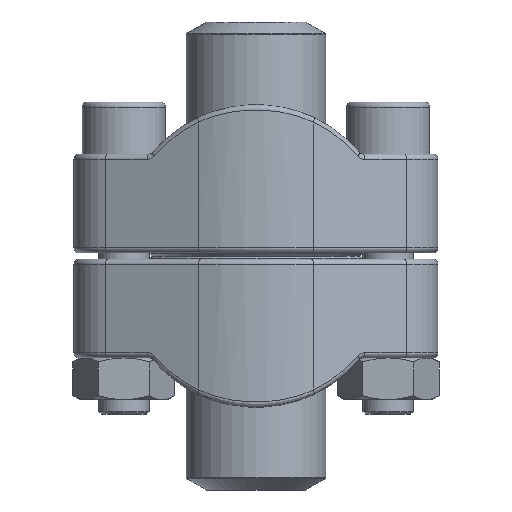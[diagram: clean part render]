
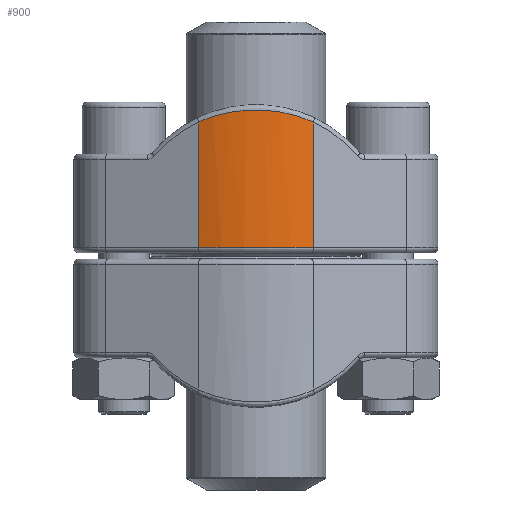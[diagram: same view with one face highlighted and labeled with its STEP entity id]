
A CAD part, front view. The second image highlights one B-rep face of the part: STEP entity #900.
In plain terms, the highlighted cylindrical face has radius 30 mm (diameter 60 mm), a partial arc.
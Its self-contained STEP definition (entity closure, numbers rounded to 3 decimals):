
#591=B_SPLINE_CURVE_WITH_KNOTS('',3,(#5300,#5301,#5302,#5303,#5304,#5305),
 .UNSPECIFIED.,.F.,.F.,(4,2,4),(0.,0.5,1.),.UNSPECIFIED.);
#900=ADVANCED_FACE('',(#1176),#1113,.T.);
#1113=CYLINDRICAL_SURFACE('',#3594,30.);
#1176=FACE_OUTER_BOUND('',#1320,.T.);
#1320=EDGE_LOOP('',(#1957,#1958,#1959,#1960));
#1651=CIRCLE('',#3593,30.);
#1957=ORIENTED_EDGE('',*,*,#3012,.T.);
#1958=ORIENTED_EDGE('',*,*,#3024,.T.);
#1959=ORIENTED_EDGE('',*,*,#3005,.F.);
#1960=ORIENTED_EDGE('',*,*,#3025,.T.);
#2717=VERTEX_POINT('',#5227);
#2718=VERTEX_POINT('',#5228);
#2723=VERTEX_POINT('',#5249);
#2724=VERTEX_POINT('',#5251);
#3005=EDGE_CURVE('',#2717,#2718,#3375,.T.);
#3012=EDGE_CURVE('',#2724,#2723,#3380,.T.);
#3024=EDGE_CURVE('',#2723,#2718,#1651,.T.);
#3025=EDGE_CURVE('',#2717,#2724,#591,.T.);
#3375=LINE('',#5226,#3469);
#3380=LINE('',#5250,#3474);
#3469=VECTOR('',#4116,1.);
#3474=VECTOR('',#4125,1.);
#3593=AXIS2_PLACEMENT_3D('',#5299,#4147,#4148);
#3594=AXIS2_PLACEMENT_3D('',#5306,#4149,#4150);
#4116=DIRECTION('',(0.,0.,-1.));
#4125=DIRECTION('',(0.,0.,-1.));
#4147=DIRECTION('',(0.,0.,1.));
#4148=DIRECTION('',(-1.,0.,0.));
#4149=DIRECTION('',(0.,0.,-1.));
#4150=DIRECTION('',(-1.,0.,0.));
#5226=CARTESIAN_POINT('',(11.022,-27.902,57.));
#5227=CARTESIAN_POINT('',(11.022,-27.902,25.17));
#5228=CARTESIAN_POINT('',(11.022,-27.902,1.));
#5249=CARTESIAN_POINT('',(-11.022,-27.902,1.));
#5250=CARTESIAN_POINT('',(-11.022,-27.902,57.));
#5251=CARTESIAN_POINT('',(-11.022,-27.902,25.17));
#5299=CARTESIAN_POINT('',(0.,0.,1.));
#5300=CARTESIAN_POINT('',(11.022,-27.902,25.17));
#5301=CARTESIAN_POINT('',(7.685,-29.22,26.69));
#5302=CARTESIAN_POINT('',(3.832,-30.002,27.484));
#5303=CARTESIAN_POINT('',(-3.862,-29.998,27.48));
#5304=CARTESIAN_POINT('',(-7.685,-29.22,26.689));
#5305=CARTESIAN_POINT('',(-11.022,-27.902,25.17));
#5306=CARTESIAN_POINT('',(0.,0.,57.));
